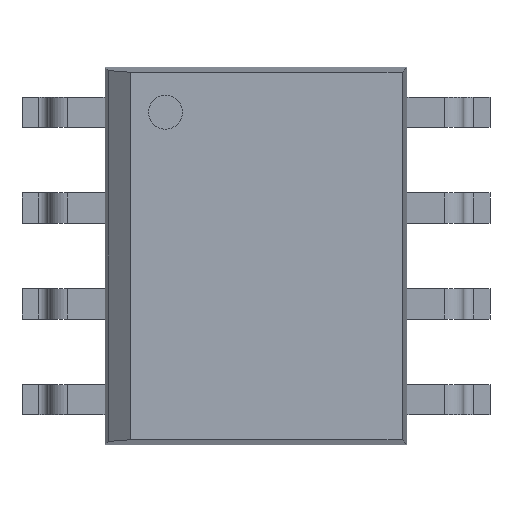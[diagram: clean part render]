
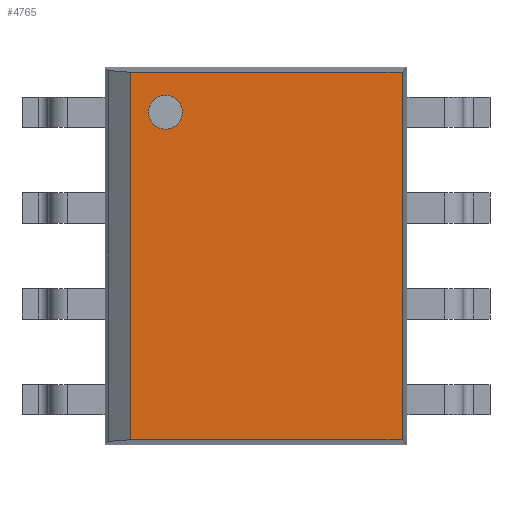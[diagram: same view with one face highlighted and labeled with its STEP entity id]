
A CAD part, left-side view. The second image highlights one B-rep face of the part: STEP entity #4765.
In plain terms, the highlighted face is planar.
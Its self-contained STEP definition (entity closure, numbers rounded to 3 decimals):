
#93 = FACE_BOUND ( 'NONE', #3251, .T. ) ;
#253 = VERTEX_POINT ( 'NONE', #824 ) ;
#324 = DIRECTION ( 'NONE',  ( -1., 0., 0. ) ) ;
#352 = CIRCLE ( 'NONE', #3450, 0.225 ) ;
#506 = DIRECTION ( 'NONE',  ( 1., 0., 0. ) ) ;
#554 = EDGE_CURVE ( 'NONE', #1006, #2430, #4673, .T. ) ;
#565 = VERTEX_POINT ( 'NONE', #876 ) ;
#824 = CARTESIAN_POINT ( 'NONE',  ( -0.975, 1.905, 1.75 ) ) ;
#854 = CARTESIAN_POINT ( 'NONE',  ( 1.934, 2.5, 1.75 ) ) ;
#876 = CARTESIAN_POINT ( 'NONE',  ( -1.659, -2.434, 1.75 ) ) ;
#976 = EDGE_CURVE ( 'NONE', #253, #5285, #3202, .T. ) ;
#1006 = VERTEX_POINT ( 'NONE', #3164 ) ;
#1040 = DIRECTION ( 'NONE',  ( -1., 0., 0. ) ) ;
#1131 = CARTESIAN_POINT ( 'NONE',  ( -1.2, 1.905, 1.75 ) ) ;
#1214 = EDGE_CURVE ( 'NONE', #2430, #5100, #2431, .T. ) ;
#1391 = DIRECTION ( 'NONE',  ( 0., 0., -1. ) ) ;
#1434 = VECTOR ( 'NONE', #2542, 1000. ) ;
#1657 = CARTESIAN_POINT ( 'NONE',  ( -1.659, 2.5, 1.75 ) ) ;
#1724 = EDGE_CURVE ( 'NONE', #565, #1006, #2606, .T. ) ;
#1800 = FACE_OUTER_BOUND ( 'NONE', #4357, .T. ) ;
#1845 = CARTESIAN_POINT ( 'NONE',  ( -1.659, 2.434, 1.75 ) ) ;
#1924 = ORIENTED_EDGE ( 'NONE', *, *, #3015, .T. ) ;
#2430 = VERTEX_POINT ( 'NONE', #5337 ) ;
#2431 = LINE ( 'NONE', #4138, #4003 ) ;
#2478 = ORIENTED_EDGE ( 'NONE', *, *, #1214, .T. ) ;
#2542 = DIRECTION ( 'NONE',  ( 0., 1., 0. ) ) ;
#2606 = LINE ( 'NONE', #4315, #3641 ) ;
#2816 = DIRECTION ( 'NONE',  ( 0., 0., 1. ) ) ;
#2905 = CARTESIAN_POINT ( 'NONE',  ( -1.425, 1.905, 1.75 ) ) ;
#3015 = EDGE_CURVE ( 'NONE', #5100, #565, #5492, .T. ) ;
#3067 = DIRECTION ( 'NONE',  ( 1., 0., 0. ) ) ;
#3132 = CARTESIAN_POINT ( 'NONE',  ( -1.2, 1.905, 1.75 ) ) ;
#3133 = AXIS2_PLACEMENT_3D ( 'NONE', #5208, #1391, #3067 ) ;
#3164 = CARTESIAN_POINT ( 'NONE',  ( 1.934, -2.434, 1.75 ) ) ;
#3202 = CIRCLE ( 'NONE', #3635, 0.225 ) ;
#3251 = EDGE_LOOP ( 'NONE', ( #5499, #3452 ) ) ;
#3286 = ORIENTED_EDGE ( 'NONE', *, *, #1724, .T. ) ;
#3354 = DIRECTION ( 'NONE',  ( 0., -1., 0. ) ) ;
#3450 = AXIS2_PLACEMENT_3D ( 'NONE', #1131, #2816, #4542 ) ;
#3452 = ORIENTED_EDGE ( 'NONE', *, *, #976, .F. ) ;
#3486 = PLANE ( 'NONE',  #3133 ) ;
#3580 = ORIENTED_EDGE ( 'NONE', *, *, #554, .T. ) ;
#3635 = AXIS2_PLACEMENT_3D ( 'NONE', #3132, #4856, #1040 ) ;
#3641 = VECTOR ( 'NONE', #506, 1000. ) ;
#3975 = VECTOR ( 'NONE', #3354, 1000. ) ;
#4003 = VECTOR ( 'NONE', #324, 1000. ) ;
#4138 = CARTESIAN_POINT ( 'NONE',  ( -2., 2.434, 1.75 ) ) ;
#4315 = CARTESIAN_POINT ( 'NONE',  ( -2., -2.434, 1.75 ) ) ;
#4357 = EDGE_LOOP ( 'NONE', ( #2478, #1924, #3286, #3580 ) ) ;
#4542 = DIRECTION ( 'NONE',  ( -1., 0., 0. ) ) ;
#4673 = LINE ( 'NONE', #854, #1434 ) ;
#4765 = ADVANCED_FACE ( 'NONE', ( #93, #1800 ), #3486, .F. ) ;
#4856 = DIRECTION ( 'NONE',  ( 0., 0., 1. ) ) ;
#5100 = VERTEX_POINT ( 'NONE', #1845 ) ;
#5208 = CARTESIAN_POINT ( 'NONE',  ( -2., 2.5, 1.75 ) ) ;
#5242 = EDGE_CURVE ( 'NONE', #5285, #253, #352, .T. ) ;
#5285 = VERTEX_POINT ( 'NONE', #2905 ) ;
#5337 = CARTESIAN_POINT ( 'NONE',  ( 1.934, 2.434, 1.75 ) ) ;
#5492 = LINE ( 'NONE', #1657, #3975 ) ;
#5499 = ORIENTED_EDGE ( 'NONE', *, *, #5242, .F. ) ;
